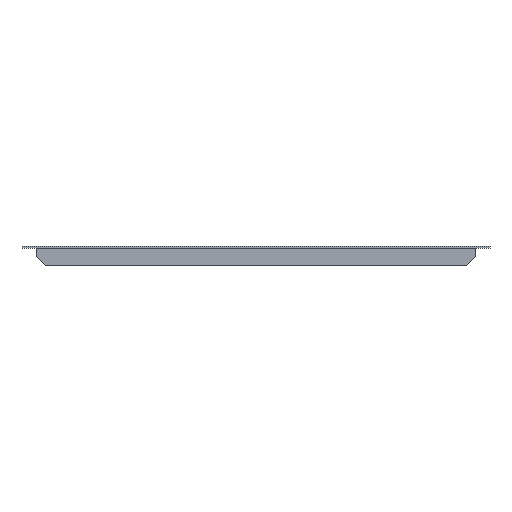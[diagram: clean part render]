
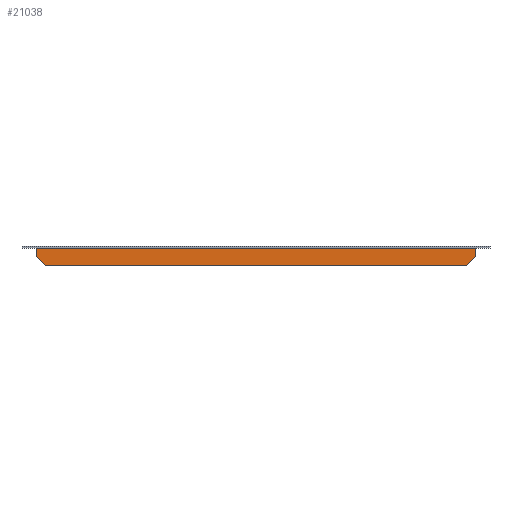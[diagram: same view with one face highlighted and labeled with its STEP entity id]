
A CAD part, front view. The second image highlights one B-rep face of the part: STEP entity #21038.
In plain terms, the highlighted planar face has unit normal (0, -1, 0).
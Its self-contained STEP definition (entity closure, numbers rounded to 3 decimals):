
#2553 = DIRECTION ( 'NONE',  ( -1., 0., 0. ) ) ;
#2559 = FACE_OUTER_BOUND ( 'NONE', #2693, .T. ) ;
#2693 = EDGE_LOOP ( 'NONE', ( #17220, #18270, #26643, #23683, #20676, #31186 ) ) ;
#4305 = CARTESIAN_POINT ( 'NONE',  ( -180., -67., -15. ) ) ;
#4496 = CARTESIAN_POINT ( 'NONE',  ( 180., -67., -15. ) ) ;
#6205 = VERTEX_POINT ( 'NONE', #24020 ) ;
#6944 = EDGE_CURVE ( 'NONE', #6205, #28873, #30943, .T. ) ;
#7280 = DIRECTION ( 'NONE',  ( -1., 0., 0. ) ) ;
#7943 = EDGE_CURVE ( 'NONE', #34159, #33153, #21922, .T. ) ;
#8249 = CARTESIAN_POINT ( 'NONE',  ( 188., -67., -15. ) ) ;
#8579 = LINE ( 'NONE', #14675, #26232 ) ;
#8737 = EDGE_CURVE ( 'NONE', #27599, #14733, #8579, .T. ) ;
#8808 = PLANE ( 'NONE',  #25627 ) ;
#9483 = CARTESIAN_POINT ( 'NONE',  ( -188., -67., -15. ) ) ;
#13445 = CARTESIAN_POINT ( 'NONE',  ( 4., -67., -199. ) ) ;
#14433 = VECTOR ( 'NONE', #7280, 1000. ) ;
#14675 = CARTESIAN_POINT ( 'NONE',  ( 184., -67., -11. ) ) ;
#14733 = VERTEX_POINT ( 'NONE', #28967 ) ;
#14846 = LINE ( 'NONE', #22785, #14922 ) ;
#14922 = VECTOR ( 'NONE', #25911, 1000. ) ;
#16736 = VECTOR ( 'NONE', #24342, 1000. ) ;
#16937 = CARTESIAN_POINT ( 'NONE',  ( 188., -67., 0. ) ) ;
#17220 = ORIENTED_EDGE ( 'NONE', *, *, #31005, .F. ) ;
#18270 = ORIENTED_EDGE ( 'NONE', *, *, #7943, .T. ) ;
#20029 = DIRECTION ( 'NONE',  ( 0.707, 0., 0.707 ) ) ;
#20676 = ORIENTED_EDGE ( 'NONE', *, *, #35405, .T. ) ;
#21038 = ADVANCED_FACE ( 'NONE', ( #2559 ), #8808, .F. ) ;
#21267 = EDGE_CURVE ( 'NONE', #27599, #33153, #21296, .T. ) ;
#21296 = LINE ( 'NONE', #35477, #14433 ) ;
#21349 = VECTOR ( 'NONE', #26825, 1000. ) ;
#21372 = VECTOR ( 'NONE', #2553, 1000. ) ;
#21872 = CARTESIAN_POINT ( 'NONE',  ( -188., -67., 0. ) ) ;
#21922 = LINE ( 'NONE', #13445, #16736 ) ;
#22785 = CARTESIAN_POINT ( 'NONE',  ( 188., -67., -15. ) ) ;
#23683 = ORIENTED_EDGE ( 'NONE', *, *, #8737, .T. ) ;
#23893 = LINE ( 'NONE', #9483, #21349 ) ;
#24020 = CARTESIAN_POINT ( 'NONE',  ( 188., -67., 0. ) ) ;
#24342 = DIRECTION ( 'NONE',  ( 0.707, 0., -0.707 ) ) ;
#25627 = AXIS2_PLACEMENT_3D ( 'NONE', #8249, #34061, #30752 ) ;
#25911 = DIRECTION ( 'NONE',  ( 0., 0., 1. ) ) ;
#26232 = VECTOR ( 'NONE', #20029, 1000. ) ;
#26643 = ORIENTED_EDGE ( 'NONE', *, *, #21267, .F. ) ;
#26825 = DIRECTION ( 'NONE',  ( 0., 0., 1. ) ) ;
#27599 = VERTEX_POINT ( 'NONE', #4496 ) ;
#28873 = VERTEX_POINT ( 'NONE', #21872 ) ;
#28967 = CARTESIAN_POINT ( 'NONE',  ( 188., -67., -7. ) ) ;
#30722 = CARTESIAN_POINT ( 'NONE',  ( -188., -67., -7. ) ) ;
#30752 = DIRECTION ( 'NONE',  ( 0., 0., 1. ) ) ;
#30943 = LINE ( 'NONE', #16937, #21372 ) ;
#31005 = EDGE_CURVE ( 'NONE', #34159, #28873, #23893, .T. ) ;
#31186 = ORIENTED_EDGE ( 'NONE', *, *, #6944, .T. ) ;
#33153 = VERTEX_POINT ( 'NONE', #4305 ) ;
#34061 = DIRECTION ( 'NONE',  ( 0., 1., 0. ) ) ;
#34159 = VERTEX_POINT ( 'NONE', #30722 ) ;
#35405 = EDGE_CURVE ( 'NONE', #14733, #6205, #14846, .T. ) ;
#35477 = CARTESIAN_POINT ( 'NONE',  ( 188., -67., -15. ) ) ;
